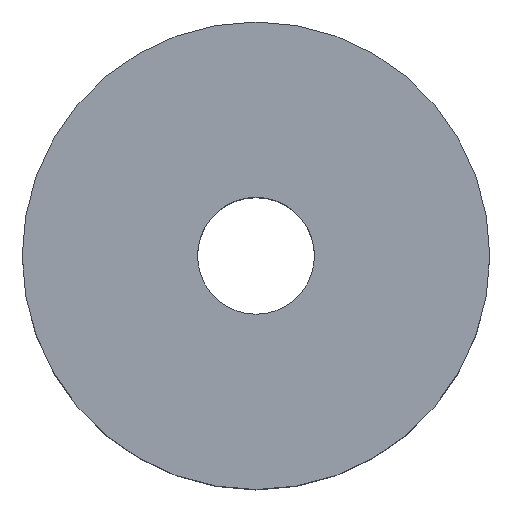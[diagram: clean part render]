
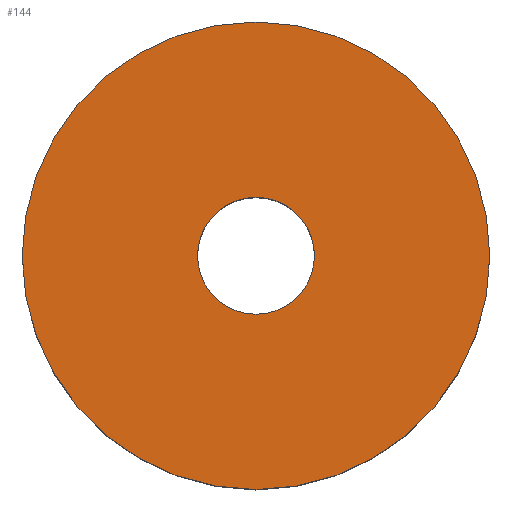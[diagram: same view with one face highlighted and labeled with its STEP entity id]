
A CAD part, top view. The second image highlights one B-rep face of the part: STEP entity #144.
In plain terms, the highlighted planar face has unit normal (0, 0, 1).
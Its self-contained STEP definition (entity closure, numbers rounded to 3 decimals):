
#24 = VERTEX_POINT('',#25);
#25 = CARTESIAN_POINT('',(10.,0.,10.));
#32 = CYLINDRICAL_SURFACE('',#33,10.);
#33 = AXIS2_PLACEMENT_3D('',#34,#35,#36);
#34 = CARTESIAN_POINT('',(0.,0.,0.));
#35 = DIRECTION('',(-0.,-0.,-1.));
#36 = DIRECTION('',(1.,0.,0.));
#51 = EDGE_CURVE('',#24,#24,#52,.T.);
#52 = SURFACE_CURVE('',#53,(#58,#65),.PCURVE_S1.);
#53 = CIRCLE('',#54,10.);
#54 = AXIS2_PLACEMENT_3D('',#55,#56,#57);
#55 = CARTESIAN_POINT('',(0.,0.,10.));
#56 = DIRECTION('',(0.,0.,1.));
#57 = DIRECTION('',(1.,0.,0.));
#58 = PCURVE('',#32,#59);
#59 = DEFINITIONAL_REPRESENTATION('',(#60),#64);
#60 = LINE('',#61,#62);
#61 = CARTESIAN_POINT('',(-0.,-10.));
#62 = VECTOR('',#63,1.);
#63 = DIRECTION('',(-1.,0.));
#64 = ( GEOMETRIC_REPRESENTATION_CONTEXT(2) 
PARAMETRIC_REPRESENTATION_CONTEXT() REPRESENTATION_CONTEXT('2D SPACE',''
  ) );
#65 = PCURVE('',#66,#71);
#66 = PLANE('',#67);
#67 = AXIS2_PLACEMENT_3D('',#68,#69,#70);
#68 = CARTESIAN_POINT('',(0.,0.,10.));
#69 = DIRECTION('',(0.,0.,1.));
#70 = DIRECTION('',(1.,0.,-0.));
#71 = DEFINITIONAL_REPRESENTATION('',(#72),#76);
#72 = CIRCLE('',#73,10.);
#73 = AXIS2_PLACEMENT_2D('',#74,#75);
#74 = CARTESIAN_POINT('',(0.,0.));
#75 = DIRECTION('',(1.,0.));
#76 = ( GEOMETRIC_REPRESENTATION_CONTEXT(2) 
PARAMETRIC_REPRESENTATION_CONTEXT() REPRESENTATION_CONTEXT('2D SPACE',''
  ) );
#133 = CYLINDRICAL_SURFACE('',#134,2.5);
#134 = AXIS2_PLACEMENT_3D('',#135,#136,#137);
#135 = CARTESIAN_POINT('',(0.,0.,10.));
#136 = DIRECTION('',(0.,0.,-1.));
#137 = DIRECTION('',(-1.,0.,0.));
#144 = ADVANCED_FACE('',(#145,#148),#66,.T.);
#145 = FACE_BOUND('',#146,.T.);
#146 = EDGE_LOOP('',(#147));
#147 = ORIENTED_EDGE('',*,*,#51,.T.);
#148 = FACE_BOUND('',#149,.T.);
#149 = EDGE_LOOP('',(#150));
#150 = ORIENTED_EDGE('',*,*,#151,.T.);
#151 = EDGE_CURVE('',#152,#152,#154,.T.);
#152 = VERTEX_POINT('',#153);
#153 = CARTESIAN_POINT('',(-2.5,0.,10.));
#154 = SURFACE_CURVE('',#155,(#160,#171),.PCURVE_S1.);
#155 = CIRCLE('',#156,2.5);
#156 = AXIS2_PLACEMENT_3D('',#157,#158,#159);
#157 = CARTESIAN_POINT('',(0.,0.,10.));
#158 = DIRECTION('',(0.,0.,-1.));
#159 = DIRECTION('',(-1.,0.,0.));
#160 = PCURVE('',#66,#161);
#161 = DEFINITIONAL_REPRESENTATION('',(#162),#170);
#162 = ( BOUNDED_CURVE() B_SPLINE_CURVE(2,(#163,#164,#165,#166,#167,#168
,#169),.UNSPECIFIED.,.T.,.F.) B_SPLINE_CURVE_WITH_KNOTS((1,2,2,2,2,1),(
    -2.094,0.,2.094,4.189,6.283,
8.378),.UNSPECIFIED.) CURVE() GEOMETRIC_REPRESENTATION_ITEM() 
RATIONAL_B_SPLINE_CURVE((1.,0.5,1.,0.5,1.,0.5,1.)) REPRESENTATION_ITEM(
  '') );
#163 = CARTESIAN_POINT('',(-2.5,0.));
#164 = CARTESIAN_POINT('',(-2.5,4.33));
#165 = CARTESIAN_POINT('',(1.25,2.165));
#166 = CARTESIAN_POINT('',(5.,0.));
#167 = CARTESIAN_POINT('',(1.25,-2.165));
#168 = CARTESIAN_POINT('',(-2.5,-4.33));
#169 = CARTESIAN_POINT('',(-2.5,0.));
#170 = ( GEOMETRIC_REPRESENTATION_CONTEXT(2) 
PARAMETRIC_REPRESENTATION_CONTEXT() REPRESENTATION_CONTEXT('2D SPACE',''
  ) );
#171 = PCURVE('',#133,#172);
#172 = DEFINITIONAL_REPRESENTATION('',(#173),#177);
#173 = LINE('',#174,#175);
#174 = CARTESIAN_POINT('',(0.,0.));
#175 = VECTOR('',#176,1.);
#176 = DIRECTION('',(1.,0.));
#177 = ( GEOMETRIC_REPRESENTATION_CONTEXT(2) 
PARAMETRIC_REPRESENTATION_CONTEXT() REPRESENTATION_CONTEXT('2D SPACE',''
  ) );
